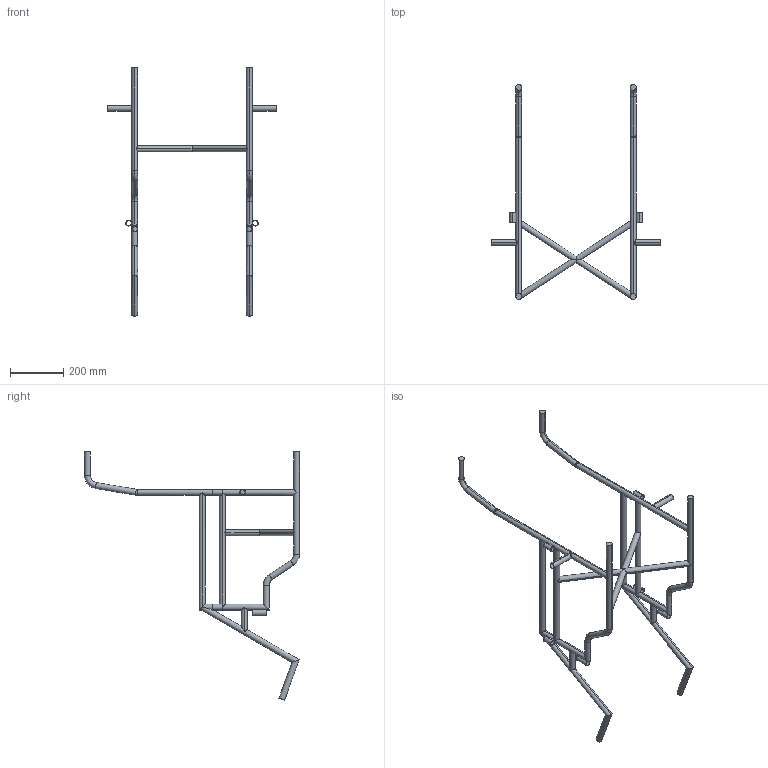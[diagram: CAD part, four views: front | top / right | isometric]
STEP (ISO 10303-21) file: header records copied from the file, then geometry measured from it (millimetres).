
FILE_DESCRIPTION (( 'STEP AP203' ), '1' );
FILE_NAME ('SideFrame_Default_sldprt.STEP', '2016-03-16T08:09:13', ( '' ), ( '' ), 'SwSTEP 2.0', 'SolidWorks 2014', '' );
FILE_SCHEMA (( 'CONFIG_CONTROL_DESIGN' ));
Length unit declared in the file: inch
Products named in the file (1): SideFrame_Default_sldprt
Bounding box: 635 x 809.62 x 934.41 mm (x, y, z)
Volume: 2918108.8 mm3; surface area: 570301.3 mm2
Topology: 7 solids, 7 shells, 130 faces, 326 edges, 196 vertices
Faces by surface type: cylinder 94, plane 20, torus 16
Entity records: 4171 total; most frequent: CARTESIAN_POINT 1169, ORIENTED_EDGE 652, DIRECTION 602, EDGE_CURVE 326, AXIS2_PLACEMENT_3D 247, VERTEX_POINT 196, EDGE_LOOP 144, FACE_OUTER_BOUND 130
